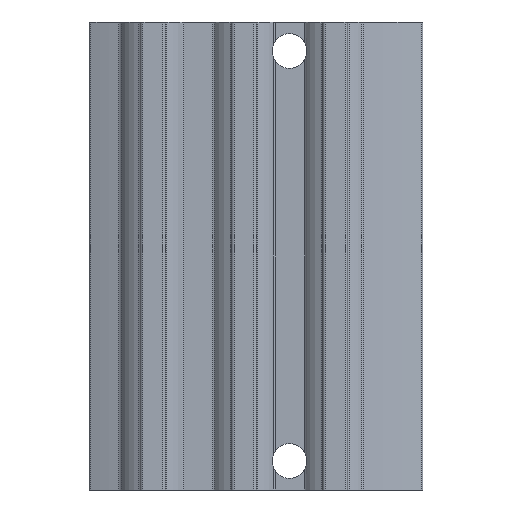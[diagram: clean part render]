
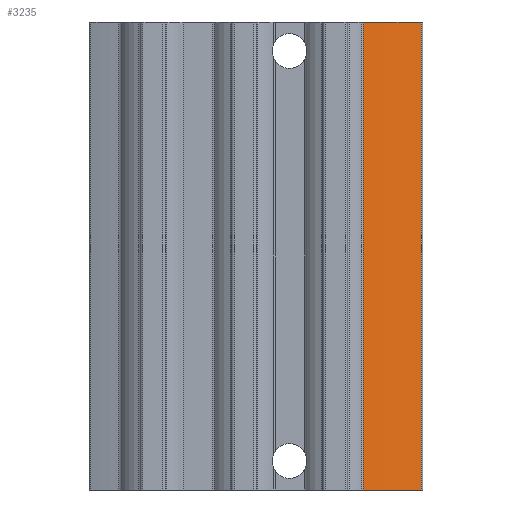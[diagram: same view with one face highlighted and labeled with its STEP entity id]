
A CAD part, front view. The second image highlights one B-rep face of the part: STEP entity #3235.
In plain terms, the highlighted cylindrical face has radius 60 mm (diameter 120 mm), a partial arc.
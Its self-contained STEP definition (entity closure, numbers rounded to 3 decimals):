
#173=CIRCLE('',#3465,60.);
#174=CIRCLE('',#3466,60.);
#436=ORIENTED_EDGE('',*,*,#1324,.F.);
#437=ORIENTED_EDGE('',*,*,#1323,.F.);
#438=ORIENTED_EDGE('',*,*,#1325,.T.);
#439=ORIENTED_EDGE('',*,*,#1326,.T.);
#1323=EDGE_CURVE('',#1761,#1760,#2058,.T.);
#1324=EDGE_CURVE('',#1760,#1762,#173,.T.);
#1325=EDGE_CURVE('',#1761,#1763,#174,.T.);
#1326=EDGE_CURVE('',#1763,#1762,#2059,.T.);
#1760=VERTEX_POINT('',#5162);
#1761=VERTEX_POINT('',#5164);
#1762=VERTEX_POINT('',#5168);
#1763=VERTEX_POINT('',#5170);
#2058=LINE('',#5165,#2310);
#2059=LINE('',#5171,#2311);
#2310=VECTOR('',#3883,1000.);
#2311=VECTOR('',#3890,1000.);
#2573=EDGE_LOOP('',(#436,#437,#438,#439));
#2863=FACE_BOUND('',#2573,.T.);
#3151=CYLINDRICAL_SURFACE('',#3464,60.);
#3235=ADVANCED_FACE('',(#2863),#3151,.T.);
#3464=AXIS2_PLACEMENT_3D('',#5166,#3884,#3885);
#3465=AXIS2_PLACEMENT_3D('',#5167,#3886,#3887);
#3466=AXIS2_PLACEMENT_3D('',#5169,#3888,#3889);
#3883=DIRECTION('',(0.,0.,1.));
#3884=DIRECTION('',(0.,0.,1.));
#3885=DIRECTION('',(1.,0.,0.));
#3886=DIRECTION('',(0.,0.,1.));
#3887=DIRECTION('',(1.,0.,0.));
#3888=DIRECTION('',(0.,0.,1.));
#3889=DIRECTION('',(1.,0.,0.));
#3890=DIRECTION('',(0.,0.,1.));
#5162=CARTESIAN_POINT('',(-21.382,4.442,0.));
#5164=CARTESIAN_POINT('',(-21.382,4.442,-56.5));
#5165=CARTESIAN_POINT('',(-21.382,4.442,-56.5));
#5166=CARTESIAN_POINT('',(-1.466,61.039,-56.5));
#5167=CARTESIAN_POINT('',(-1.466,61.039,0.));
#5168=CARTESIAN_POINT('',(-14.403,2.451,0.));
#5169=CARTESIAN_POINT('',(-1.466,61.039,-56.5));
#5170=CARTESIAN_POINT('',(-14.403,2.451,-56.5));
#5171=CARTESIAN_POINT('',(-14.403,2.451,-56.5));
